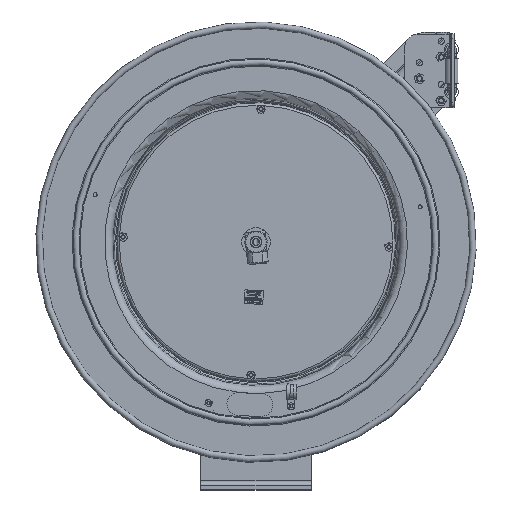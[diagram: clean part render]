
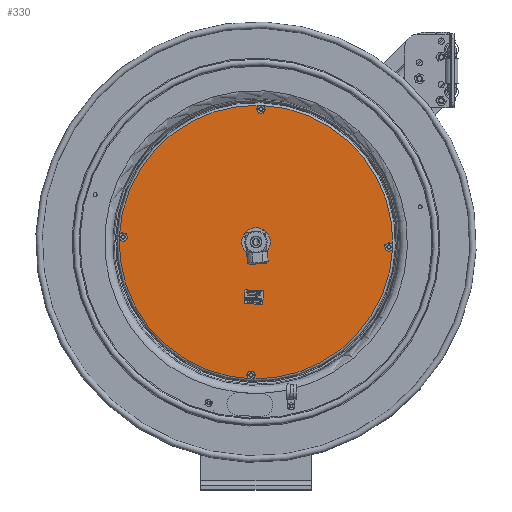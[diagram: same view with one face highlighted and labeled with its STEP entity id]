
A CAD part, top view. The second image highlights one B-rep face of the part: STEP entity #330.
In plain terms, the highlighted planar face has unit normal (0, 0, 1).
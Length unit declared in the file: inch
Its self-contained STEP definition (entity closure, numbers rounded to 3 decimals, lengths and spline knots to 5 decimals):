
#255=CARTESIAN_POINT('',(7.44972,-0.29051,4.693));
#256=VERTEX_POINT('',#255);
#257=CARTESIAN_POINT('',(0.,-0.01,4.693));
#258=DIRECTION('',(0.,0.,-1.0));
#259=DIRECTION('',(-0.999,0.038,0.));
#260=AXIS2_PLACEMENT_3D('',#257,#258,#259);
#261=CIRCLE('',#260,7.455);
#262=EDGE_CURVE('',#256,#256,#261,.T.);
#267=CARTESIAN_POINT('',(0.,-0.01,4.693));
#268=DIRECTION('',(0.0,0.0,1.0));
#269=DIRECTION('',(-0.999,0.038,0.0));
#270=AXIS2_PLACEMENT_3D('',#267,#268,#269);
#271=PLANE('',#270);
#272=ORIENTED_EDGE('',*,*,#262,.F.);
#273=EDGE_LOOP('',(#272));
#274=FACE_OUTER_BOUND('',#273,.T.);
#275=CARTESIAN_POINT('',(7.10497,-0.27753,4.693));
#276=VERTEX_POINT('',#275);
#277=CARTESIAN_POINT('',(7.24487,-0.2828,4.693));
#278=DIRECTION('',(0.,0.,-1.0));
#279=DIRECTION('',(-0.999,0.038,0.));
#280=AXIS2_PLACEMENT_3D('',#277,#278,#279);
#281=CIRCLE('',#280,0.14);
#282=EDGE_CURVE('',#276,#276,#281,.T.);
#283=ORIENTED_EDGE('',*,*,#282,.T.);
#284=EDGE_LOOP('',(#283));
#285=FACE_BOUND('',#284,.T.);
#286=CARTESIAN_POINT('',(-0.4127,-7.2496,4.693));
#287=VERTEX_POINT('',#286);
#288=CARTESIAN_POINT('',(-0.2728,-7.25487,4.693));
#289=DIRECTION('',(0.,0.,-1.0));
#290=DIRECTION('',(-0.999,0.038,0.));
#291=AXIS2_PLACEMENT_3D('',#288,#289,#290);
#292=CIRCLE('',#291,0.14);
#293=EDGE_CURVE('',#287,#287,#292,.T.);
#294=ORIENTED_EDGE('',*,*,#293,.T.);
#295=EDGE_LOOP('',(#294));
#296=FACE_BOUND('',#295,.T.);
#297=CARTESIAN_POINT('',(0.1329,7.24013,4.693));
#298=VERTEX_POINT('',#297);
#299=CARTESIAN_POINT('',(0.2728,7.23487,4.693));
#300=DIRECTION('',(0.,0.,-1.0));
#301=DIRECTION('',(-0.999,0.038,0.));
#302=AXIS2_PLACEMENT_3D('',#299,#300,#301);
#303=CIRCLE('',#302,0.14);
#304=EDGE_CURVE('',#298,#298,#303,.T.);
#305=ORIENTED_EDGE('',*,*,#304,.T.);
#306=EDGE_LOOP('',(#305));
#307=FACE_BOUND('',#306,.T.);
#308=CARTESIAN_POINT('',(-7.38477,0.26807,4.693));
#309=VERTEX_POINT('',#308);
#310=CARTESIAN_POINT('',(-7.24487,0.2628,4.693));
#311=DIRECTION('',(0.,0.,-1.0));
#312=DIRECTION('',(-0.999,0.038,0.));
#313=AXIS2_PLACEMENT_3D('',#310,#311,#312);
#314=CIRCLE('',#313,0.14);
#315=EDGE_CURVE('',#309,#309,#314,.T.);
#316=ORIENTED_EDGE('',*,*,#315,.T.);
#317=EDGE_LOOP('',(#316));
#318=FACE_BOUND('',#317,.T.);
#319=CARTESIAN_POINT('',(-0.65454,0.01465,4.693));
#320=VERTEX_POINT('',#319);
#321=CARTESIAN_POINT('',(0.,-0.01,4.693));
#322=DIRECTION('',(0.,0.,-1.0));
#323=DIRECTION('',(0.999,-0.038,0.));
#324=AXIS2_PLACEMENT_3D('',#321,#322,#323);
#325=CIRCLE('',#324,0.655);
#326=EDGE_CURVE('',#320,#320,#325,.T.);
#327=ORIENTED_EDGE('',*,*,#326,.T.);
#328=EDGE_LOOP('',(#327));
#329=FACE_BOUND('',#328,.T.);
#330=ADVANCED_FACE('',(#274,#285,#296,#307,#318,#329),#271,.T.);
